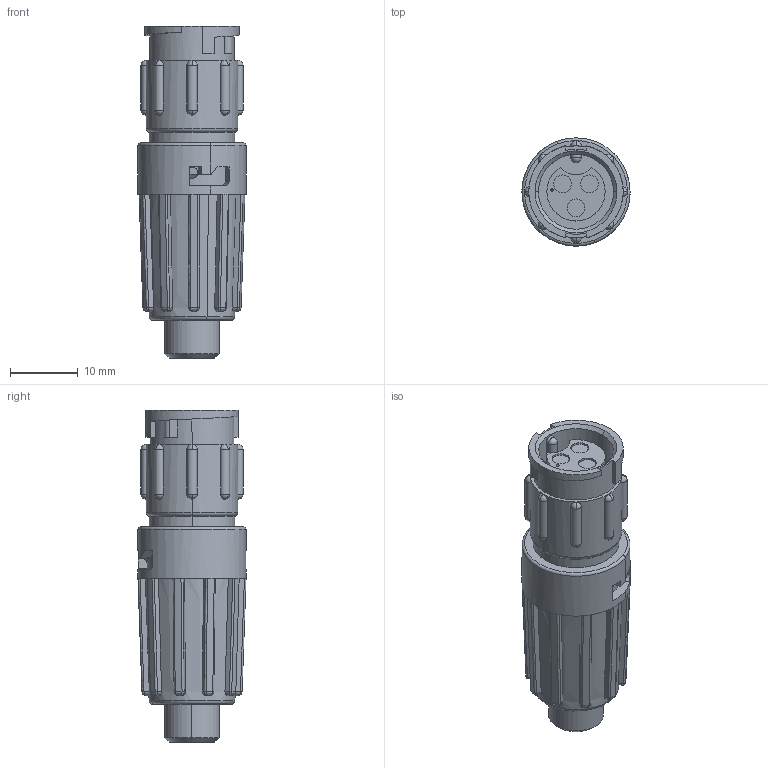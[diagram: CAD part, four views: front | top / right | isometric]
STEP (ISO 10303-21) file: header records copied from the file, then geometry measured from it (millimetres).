
FILE_DESCRIPTION (( 'STEP AP203' ), '1' );
FILE_NAME ('8382-3SG-5XX.STEP', '2021-08-20T20:12:39', ( '' ), ( '' ), 'SwSTEP 2.0', 'SolidWorks 2020', '' );
FILE_SCHEMA (( 'CONFIG_CONTROL_DESIGN' ));
Length unit declared in the file: millimetre
Products named in the file (1): 8382-3SG-5XX
Bounding box: 16 x 16 x 49.14 mm (x, y, z)
Volume: 6406 mm3; surface area: 3543 mm2
Topology: 1 solids, 1 shells, 284 faces, 797 edges, 471 vertices
Faces by surface type: plane 85, bspline 82, cylinder 71, sphere 34, cone 6, torus 6
Entity records: 15872 total; most frequent: CARTESIAN_POINT 9706, ORIENTED_EDGE 1412, DIRECTION 1073, EDGE_CURVE 706, VERTEX_POINT 434, AXIS2_PLACEMENT_3D 422, EDGE_LOOP 298, ADVANCED_FACE 284
